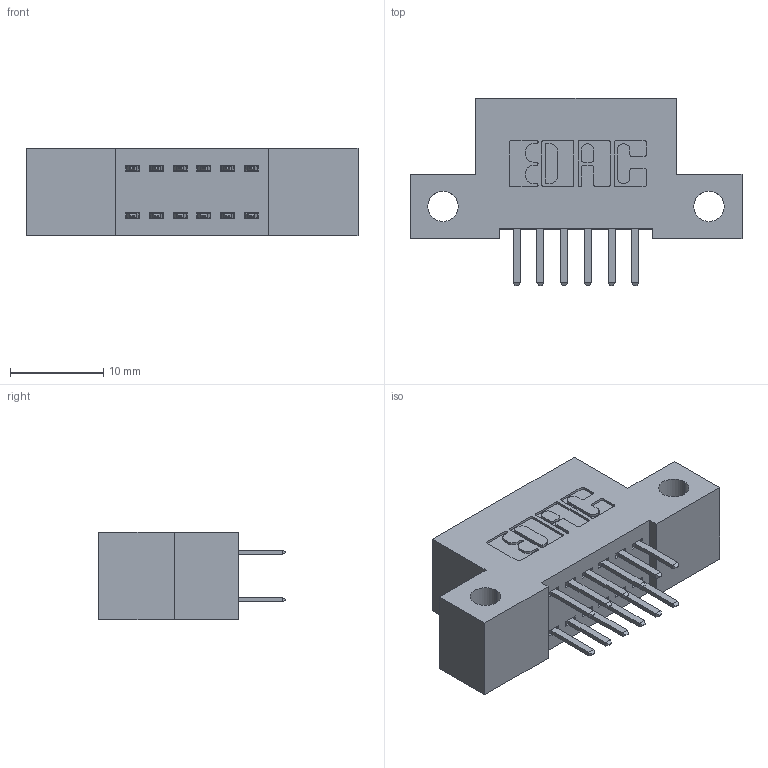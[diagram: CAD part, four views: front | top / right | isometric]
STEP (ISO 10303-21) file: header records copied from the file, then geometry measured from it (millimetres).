
FILE_DESCRIPTION (( 'STEP AP203' ), '1' );
FILE_NAME ('342-012-520-212.STEP', '2019-10-01T15:19:39', ( '' ), ( '' ), 'SwSTEP 2.0', 'SolidWorks 2016', '' );
FILE_SCHEMA (( 'CONFIG_CONTROL_DESIGN' ));
Length unit declared in the file: inch
Products named in the file (3): 342 Part_Side Mount; 345-292-001_345-293-120; 342-012-520-212
Assembly tree (13 placements, depth 2):
  342-012-520-212
    342 Part_Side Mount
    345-292-001_345-293-120  x12
Bounding box: 35.56 x 20.02 x 9.4 mm (x, y, z)
Volume: 2945.5 mm3; surface area: 3735.2 mm2
Topology: 13 solids, 13 shells, 782 faces, 2255 edges, 1470 vertices
Faces by surface type: plane 522, cylinder 260
Entity records: 8501 total; most frequent: CARTESIAN_POINT 1462, ORIENTED_EDGE 1386, DIRECTION 1301, EDGE_CURVE 693, LINE 561, VECTOR 561, VERTEX_POINT 458, AXIS2_PLACEMENT_3D 370
